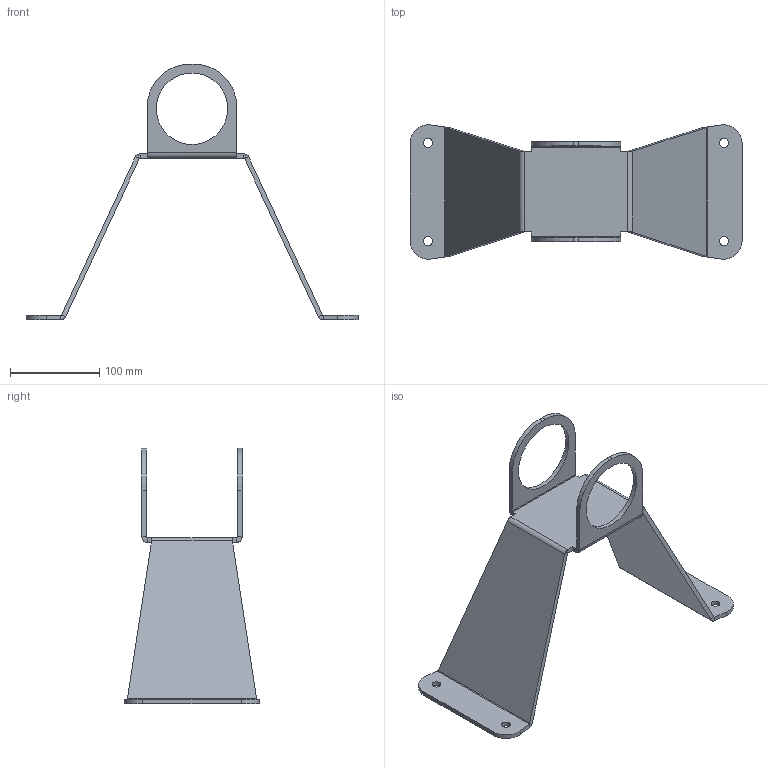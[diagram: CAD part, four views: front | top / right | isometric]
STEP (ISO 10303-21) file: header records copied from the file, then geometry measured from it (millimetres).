
FILE_DESCRIPTION(('FreeCAD Model'),'2;1');
FILE_NAME('tv-halter.step', '2023-01-11T22:18:12',('Author'),(''), 'Open CASCADE STEP processor 7.4','FreeCAD','Unknown');
FILE_SCHEMA(('AUTOMOTIVE_DESIGN { 1 0 10303 214 1 1 1 1 }'));
Length unit declared in the file: millimetre
Products named in the file (1): Fold005
Bounding box: 371.57 x 150.36 x 286.32 mm (x, y, z)
Volume: 395700.4 mm3; surface area: 170586.2 mm2
Topology: 1 solids, 1 shells, 80 faces, 186 edges, 108 vertices
Faces by surface type: plane 38, cylinder 26, bspline 16
Full cylindrical faces by diameter (mm): 10 x4, 80 x2
Entity records: 13228 total; most frequent: CARTESIAN_POINT 9599, DIRECTION 610, LINE 394, VECTOR 394, ORIENTED_EDGE 372, PCURVE 372, DEFINITIONAL_REPRESENTATION 372, EDGE_CURVE 186
